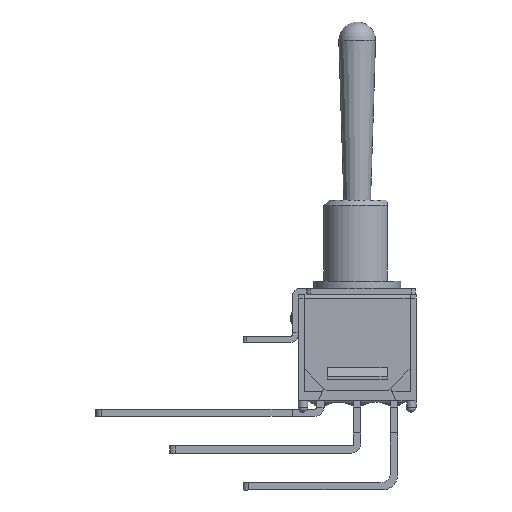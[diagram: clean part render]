
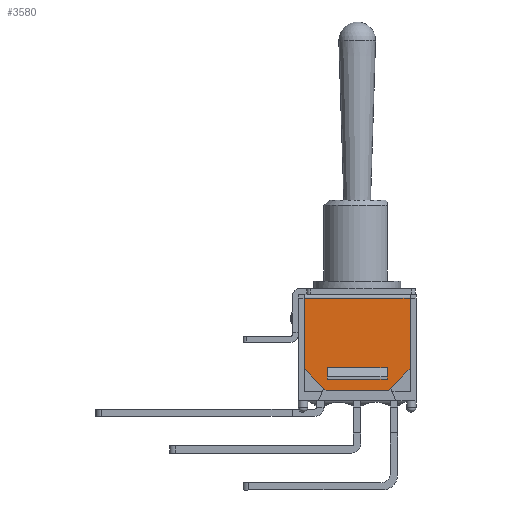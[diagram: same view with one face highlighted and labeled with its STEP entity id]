
A CAD part, front view. The second image highlights one B-rep face of the part: STEP entity #3580.
In plain terms, the highlighted planar face has unit normal (0, -1, 0).
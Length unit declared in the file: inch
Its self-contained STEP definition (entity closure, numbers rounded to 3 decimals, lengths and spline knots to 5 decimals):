
#37=FACE_BOUND('',#397,.T.);
#198=FACE_OUTER_BOUND('',#396,.T.);
#396=EDGE_LOOP('',(#2888,#2889,#2890,#2891,#2892,#2893));
#397=EDGE_LOOP('',(#2894,#2895,#2896,#2897,#2898,#2899));
#792=LINE('',#5706,#1211);
#827=LINE('',#5784,#1246);
#828=LINE('',#5787,#1247);
#829=LINE('',#5789,#1248);
#830=LINE('',#5791,#1249);
#831=LINE('',#5793,#1250);
#832=LINE('',#5794,#1251);
#833=LINE('',#5797,#1252);
#834=LINE('',#5799,#1253);
#835=LINE('',#5800,#1254);
#836=LINE('',#5802,#1255);
#837=LINE('',#5803,#1256);
#1211=VECTOR('',#4532,0.3937);
#1246=VECTOR('',#4597,0.3937);
#1247=VECTOR('',#4600,0.3937);
#1248=VECTOR('',#4601,0.3937);
#1249=VECTOR('',#4602,0.3937);
#1250=VECTOR('',#4603,0.3937);
#1251=VECTOR('',#4604,0.3937);
#1252=VECTOR('',#4605,0.3937);
#1253=VECTOR('',#4606,0.3937);
#1254=VECTOR('',#4607,0.3937);
#1255=VECTOR('',#4608,0.3937);
#1256=VECTOR('',#4609,0.3937);
#1606=VERTEX_POINT('',#5702);
#1608=VERTEX_POINT('',#5705);
#1635=VERTEX_POINT('',#5780);
#1636=VERTEX_POINT('',#5782);
#1637=VERTEX_POINT('',#5786);
#1638=VERTEX_POINT('',#5788);
#1639=VERTEX_POINT('',#5790);
#1640=VERTEX_POINT('',#5792);
#1641=VERTEX_POINT('',#5795);
#1642=VERTEX_POINT('',#5796);
#1643=VERTEX_POINT('',#5798);
#1644=VERTEX_POINT('',#5801);
#2043=EDGE_CURVE('',#1608,#1606,#792,.T.);
#2082=EDGE_CURVE('',#1636,#1635,#827,.T.);
#2083=EDGE_CURVE('',#1636,#1637,#828,.T.);
#2084=EDGE_CURVE('',#1637,#1638,#829,.T.);
#2085=EDGE_CURVE('',#1639,#1638,#830,.T.);
#2086=EDGE_CURVE('',#1639,#1640,#831,.T.);
#2087=EDGE_CURVE('',#1640,#1635,#832,.T.);
#2088=EDGE_CURVE('',#1641,#1642,#833,.T.);
#2089=EDGE_CURVE('',#1641,#1643,#834,.T.);
#2090=EDGE_CURVE('',#1643,#1608,#835,.T.);
#2091=EDGE_CURVE('',#1644,#1606,#836,.T.);
#2092=EDGE_CURVE('',#1642,#1644,#837,.T.);
#2888=ORIENTED_EDGE('',*,*,#2082,.F.);
#2889=ORIENTED_EDGE('',*,*,#2083,.T.);
#2890=ORIENTED_EDGE('',*,*,#2084,.T.);
#2891=ORIENTED_EDGE('',*,*,#2085,.F.);
#2892=ORIENTED_EDGE('',*,*,#2086,.T.);
#2893=ORIENTED_EDGE('',*,*,#2087,.T.);
#2894=ORIENTED_EDGE('',*,*,#2088,.F.);
#2895=ORIENTED_EDGE('',*,*,#2089,.T.);
#2896=ORIENTED_EDGE('',*,*,#2090,.T.);
#2897=ORIENTED_EDGE('',*,*,#2043,.T.);
#2898=ORIENTED_EDGE('',*,*,#2091,.F.);
#2899=ORIENTED_EDGE('',*,*,#2092,.F.);
#3398=PLANE('',#3865);
#3580=ADVANCED_FACE('',(#198,#37),#3398,.T.);
#3865=AXIS2_PLACEMENT_3D('',#5785,#4598,#4599);
#4532=DIRECTION('',(0.,0.,-1.));
#4597=DIRECTION('',(1.,0.,0.));
#4598=DIRECTION('center_axis',(0.,-1.,0.));
#4599=DIRECTION('ref_axis',(0.,0.,
-1.));
#4600=DIRECTION('',(0.,0.,-1.));
#4601=DIRECTION('',(0.707,0.,-0.707));
#4602=DIRECTION('',(-1.,0.,0.));
#4603=DIRECTION('',(0.707,0.,0.707));
#4604=DIRECTION('',(0.,0.,1.));
#4605=DIRECTION('',(0.,0.,-1.));
#4606=DIRECTION('',(0.,0.,1.));
#4607=DIRECTION('',(1.,0.,0.));
#4608=DIRECTION('',(0.,0.,1.));
#4609=DIRECTION('',(1.,0.,0.));
#5702=CARTESIAN_POINT('',(0.0813,-0.1,0.06443));
#5705=CARTESIAN_POINT('',(0.0813,-0.1,0.08976));
#5706=CARTESIAN_POINT('',(0.0813,-0.1,0.04291));
#5780=CARTESIAN_POINT('',(0.1437,-0.1,0.27874));
#5782=CARTESIAN_POINT('',(-0.1437,-0.1,0.27874));
#5784=CARTESIAN_POINT('',(0.08002,-0.1,0.27874));
#5785=CARTESIAN_POINT('Origin',(0.16004,-0.1,0.02756));
#5786=CARTESIAN_POINT('',(-0.1437,-0.1,0.08661));
#5787=CARTESIAN_POINT('',(-0.1437,-0.1,0.05709));
#5788=CARTESIAN_POINT('',(-0.08465,-0.1,0.02756));
#5789=CARTESIAN_POINT('',(-0.02347,-0.1,-0.03361));
#5790=CARTESIAN_POINT('',(0.08465,-0.1,0.02756));
#5791=CARTESIAN_POINT('',(0.16004,-0.1,0.02756));
#5792=CARTESIAN_POINT('',(0.1437,-0.1,0.08661));
#5793=CARTESIAN_POINT('',(0.13302,-0.1,0.07594));
#5794=CARTESIAN_POINT('',(0.1437,-0.1,0.15315));
#5795=CARTESIAN_POINT('',(-0.0813,-0.1,0.06443));
#5796=CARTESIAN_POINT('',(-0.0813,-0.1,0.05827));
#5797=CARTESIAN_POINT('',(-0.0813,-0.1,0.04488));
#5798=CARTESIAN_POINT('',(-0.0813,-0.1,0.08976));
#5799=CARTESIAN_POINT('',(-0.0813,-0.1,0.05866));
#5800=CARTESIAN_POINT('',(0.12067,-0.1,0.08976));
#5801=CARTESIAN_POINT('',(0.0813,-0.1,0.05827));
#5802=CARTESIAN_POINT('',(0.0813,-0.1,0.02913));
#5803=CARTESIAN_POINT('',(0.03937,-0.1,0.05827));
